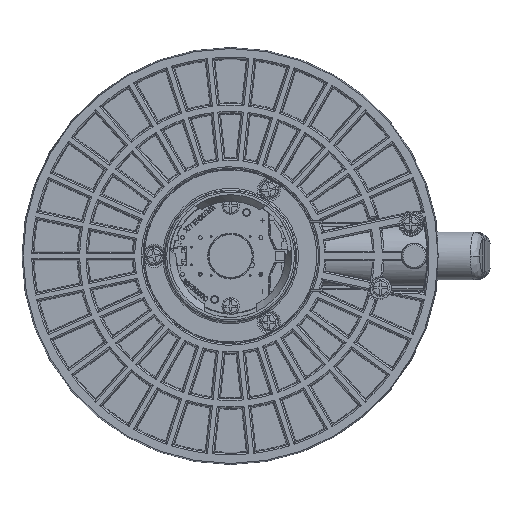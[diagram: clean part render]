
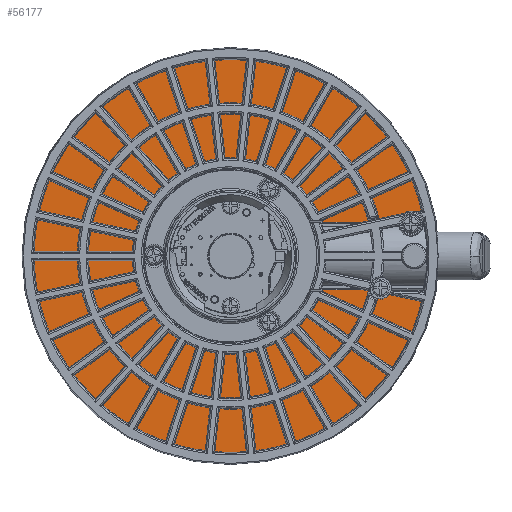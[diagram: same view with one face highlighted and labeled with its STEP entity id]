
A CAD part, front view. The second image highlights one B-rep face of the part: STEP entity #56177.
In plain terms, the highlighted planar face has unit normal (0, -1, 0).
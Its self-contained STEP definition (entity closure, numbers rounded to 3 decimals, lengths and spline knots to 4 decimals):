
#14952 = FACE_OUTER_BOUND ( 'NONE', #62873, .T. ) ;
#14957 = FACE_BOUND ( 'NONE', #62870, .T. ) ;
#16162 = CARTESIAN_POINT ( 'NONE',  ( 0.8272, -5.1575, 0. ) ) ;
#16167 = PLANE ( 'NONE',  #63085 ) ;
#16176 = DIRECTION ( 'NONE',  ( 0., -1., 0. ) ) ;
#16178 = DIRECTION ( 'NONE',  ( 0., 0., -1. ) ) ;
#19213 = CARTESIAN_POINT ( 'NONE',  ( 0., -5.1575, 0. ) ) ;
#19216 = DIRECTION ( 'NONE',  ( 0., -1., 0. ) ) ;
#19219 = DIRECTION ( 'NONE',  ( 0., 0., -1. ) ) ;
#19245 = CARTESIAN_POINT ( 'NONE',  ( 0., -5.1575, 0. ) ) ;
#19248 = DIRECTION ( 'NONE',  ( 0., -1., 0. ) ) ;
#19251 = DIRECTION ( 'NONE',  ( 0., 0., -1. ) ) ;
#30665 = EDGE_CURVE ( 'NONE', #37585, #37585, #33126, .T. ) ;
#30668 = EDGE_CURVE ( 'NONE', #37586, #37586, #33144, .T. ) ;
#33126 = CIRCLE ( 'NONE', #76717, 2.5591 ) ;
#33144 = CIRCLE ( 'NONE', #76719, 0.8272 ) ;
#37585 = VERTEX_POINT ( 'NONE', #39190 ) ;
#37586 = VERTEX_POINT ( 'NONE', #39192 ) ;
#39190 = CARTESIAN_POINT ( 'NONE',  ( 0., -5.1575, -2.5591 ) ) ;
#39192 = CARTESIAN_POINT ( 'NONE',  ( 0., -5.1575, -0.8272 ) ) ;
#50006 = ORIENTED_EDGE ( 'NONE', *, *, #30665, .T. ) ;
#50007 = ORIENTED_EDGE ( 'NONE', *, *, #30668, .F. ) ;
#56177 = ADVANCED_FACE ( 'NONE', ( #14952, #14957 ), #16167, .T. ) ;
#62870 = EDGE_LOOP ( 'NONE', ( #50007 ) ) ;
#62873 = EDGE_LOOP ( 'NONE', ( #50006 ) ) ;
#63085 = AXIS2_PLACEMENT_3D ( 'NONE', #16162, #16176, #16178 ) ;
#76717 = AXIS2_PLACEMENT_3D ( 'NONE', #19213, #19216, #19219 ) ;
#76719 = AXIS2_PLACEMENT_3D ( 'NONE', #19245, #19248, #19251 ) ;
